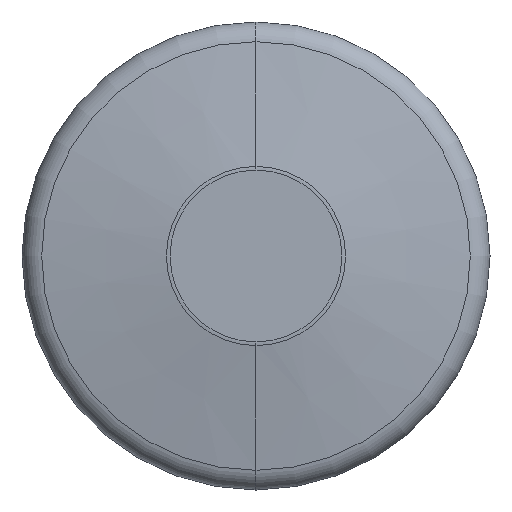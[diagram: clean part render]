
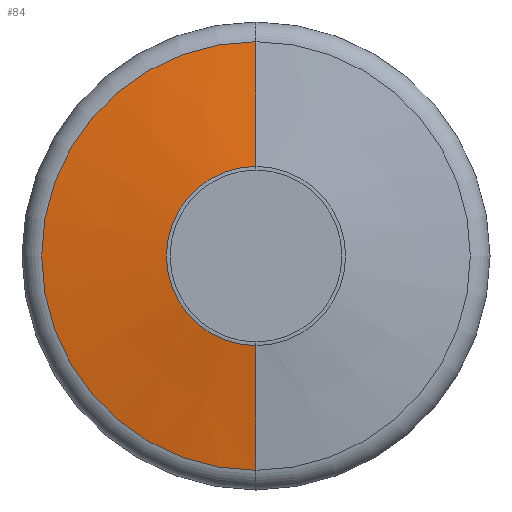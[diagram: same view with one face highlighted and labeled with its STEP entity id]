
A CAD part, left-side view. The second image highlights one B-rep face of the part: STEP entity #84.
In plain terms, the highlighted conical face has half-angle 80.91 degrees and reference radius 2 mm.
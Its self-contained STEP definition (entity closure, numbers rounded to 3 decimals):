
#4 = VERTEX_POINT ( 'NONE', #373 ) ;
#40 = EDGE_CURVE ( 'NONE', #535, #395, #89, .T. ) ;
#50 = DIRECTION ( 'NONE',  ( 0.158, 0., 0.987 ) ) ;
#60 = ORIENTED_EDGE ( 'NONE', *, *, #218, .F. ) ;
#62 = AXIS2_PLACEMENT_3D ( 'NONE', #506, #458, #338 ) ;
#74 = CARTESIAN_POINT ( 'NONE',  ( -4.497, 0., -0.766 ) ) ;
#75 = DIRECTION ( 'NONE',  ( 0., 0., 1. ) ) ;
#83 = CARTESIAN_POINT ( 'NONE',  ( -4.3, 0., -2. ) ) ;
#84 = ADVANCED_FACE ( 'NONE', ( #167 ), #310, .T. ) ;
#89 = CIRCLE ( 'NONE', #136, 0.766 ) ;
#95 = EDGE_CURVE ( 'NONE', #109, #4, #320, .T. ) ;
#109 = VERTEX_POINT ( 'NONE', #341 ) ;
#116 = VECTOR ( 'NONE', #50, 1000. ) ;
#136 = AXIS2_PLACEMENT_3D ( 'NONE', #470, #333, #414 ) ;
#167 = FACE_OUTER_BOUND ( 'NONE', #480, .T. ) ;
#188 = ORIENTED_EDGE ( 'NONE', *, *, #95, .T. ) ;
#218 = EDGE_CURVE ( 'NONE', #535, #4, #435, .T. ) ;
#220 = VECTOR ( 'NONE', #439, 1000. ) ;
#221 = AXIS2_PLACEMENT_3D ( 'NONE', #377, #465, #75 ) ;
#252 = EDGE_CURVE ( 'NONE', #395, #109, #306, .T. ) ;
#306 = LINE ( 'NONE', #511, #116 ) ;
#310 = CONICAL_SURFACE ( 'NONE', #62, 2., 1.412 ) ;
#312 = ORIENTED_EDGE ( 'NONE', *, *, #40, .T. ) ;
#320 = CIRCLE ( 'NONE', #221, 1.832 ) ;
#321 = CARTESIAN_POINT ( 'NONE',  ( -4.497, 0., 0.766 ) ) ;
#333 = DIRECTION ( 'NONE',  ( 1., 0., 0. ) ) ;
#338 = DIRECTION ( 'NONE',  ( 0., 0., -1. ) ) ;
#341 = CARTESIAN_POINT ( 'NONE',  ( -4.327, 0., 1.832 ) ) ;
#356 = ORIENTED_EDGE ( 'NONE', *, *, #252, .T. ) ;
#373 = CARTESIAN_POINT ( 'NONE',  ( -4.327, 0., -1.832 ) ) ;
#377 = CARTESIAN_POINT ( 'NONE',  ( -4.327, 0., 0. ) ) ;
#395 = VERTEX_POINT ( 'NONE', #321 ) ;
#414 = DIRECTION ( 'NONE',  ( 0., 0., -1. ) ) ;
#435 = LINE ( 'NONE', #83, #220 ) ;
#439 = DIRECTION ( 'NONE',  ( 0.158, 0., -0.987 ) ) ;
#458 = DIRECTION ( 'NONE',  ( 1., 0., 0. ) ) ;
#465 = DIRECTION ( 'NONE',  ( -1., 0., 0. ) ) ;
#470 = CARTESIAN_POINT ( 'NONE',  ( -4.497, 0., 0. ) ) ;
#480 = EDGE_LOOP ( 'NONE', ( #312, #356, #188, #60 ) ) ;
#506 = CARTESIAN_POINT ( 'NONE',  ( -4.3, 0., 0. ) ) ;
#511 = CARTESIAN_POINT ( 'NONE',  ( -4.3, 0., 2. ) ) ;
#535 = VERTEX_POINT ( 'NONE', #74 ) ;
